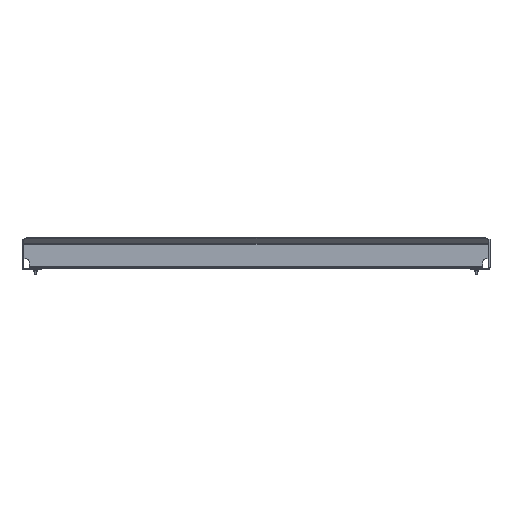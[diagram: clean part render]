
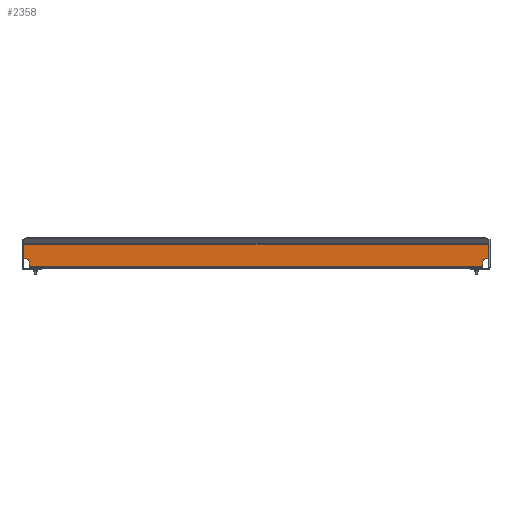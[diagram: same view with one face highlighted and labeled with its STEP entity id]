
A CAD part, front view. The second image highlights one B-rep face of the part: STEP entity #2358.
In plain terms, the highlighted face is planar.
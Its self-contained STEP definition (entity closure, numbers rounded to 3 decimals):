
#84 = CARTESIAN_POINT ( 'NONE',  ( 263., 0., 1.8 ) ) ;
#144 = CARTESIAN_POINT ( 'NONE',  ( -263., 0., 10.8 ) ) ;
#163 = CARTESIAN_POINT ( 'NONE',  ( -266.25, 0., 10.8 ) ) ;
#540 = CARTESIAN_POINT ( 'NONE',  ( 269., 0., 27.515 ) ) ;
#554 = LINE ( 'NONE', #1346, #1694 ) ;
#817 = CARTESIAN_POINT ( 'NONE',  ( 263., 0., 7.55 ) ) ;
#843 = CARTESIAN_POINT ( 'NONE',  ( -269., 0., 27.515 ) ) ;
#1062 = EDGE_LOOP ( 'NONE', ( #3632, #7091, #4013, #5774, #6873, #2349, #7887, #7661, #6330, #6460 ) ) ;
#1212 = VERTEX_POINT ( 'NONE', #3565 ) ;
#1287 = PLANE ( 'NONE',  #3160 ) ;
#1346 = CARTESIAN_POINT ( 'NONE',  ( -269., 0., 27.929 ) ) ;
#1479 = VECTOR ( 'NONE', #7284, 1000. ) ;
#1491 = CIRCLE ( 'NONE', #2088, 3.25 ) ;
#1504 = AXIS2_PLACEMENT_3D ( 'NONE', #7385, #4685, #2083 ) ;
#1637 = LINE ( 'NONE', #3225, #6772 ) ;
#1694 = VECTOR ( 'NONE', #5927, 1000. ) ;
#1782 = VECTOR ( 'NONE', #7455, 1000. ) ;
#1868 = DIRECTION ( 'NONE',  ( 0., 0., 1. ) ) ;
#1937 = EDGE_CURVE ( 'NONE', #5771, #5857, #1637, .T. ) ;
#1965 = DIRECTION ( 'NONE',  ( 0., 1., 0. ) ) ;
#2051 = VERTEX_POINT ( 'NONE', #817 ) ;
#2083 = DIRECTION ( 'NONE',  ( 0., 0., 1. ) ) ;
#2088 = AXIS2_PLACEMENT_3D ( 'NONE', #5092, #7072, #1868 ) ;
#2103 = EDGE_CURVE ( 'NONE', #5857, #2577, #4710, .T. ) ;
#2333 = EDGE_CURVE ( 'NONE', #5771, #2051, #4773, .T. ) ;
#2336 = LINE ( 'NONE', #4309, #7248 ) ;
#2349 = ORIENTED_EDGE ( 'NONE', *, *, #7395, .T. ) ;
#2358 = ADVANCED_FACE ( 'NONE', ( #3104 ), #1287, .T. ) ;
#2512 = VERTEX_POINT ( 'NONE', #843 ) ;
#2577 = VERTEX_POINT ( 'NONE', #2645 ) ;
#2645 = CARTESIAN_POINT ( 'NONE',  ( -263., 0., 7.55 ) ) ;
#2685 = CARTESIAN_POINT ( 'NONE',  ( -269., 0., 10.8 ) ) ;
#2709 = EDGE_CURVE ( 'NONE', #2577, #5626, #6719, .T. ) ;
#2837 = LINE ( 'NONE', #144, #6932 ) ;
#2916 = CARTESIAN_POINT ( 'NONE',  ( 266.25, 0., 10.8 ) ) ;
#2998 = CARTESIAN_POINT ( 'NONE',  ( -263., 0., -0.001 ) ) ;
#3026 = EDGE_CURVE ( 'NONE', #6545, #2051, #1491, .T. ) ;
#3090 = LINE ( 'NONE', #4099, #1479 ) ;
#3104 = FACE_OUTER_BOUND ( 'NONE', #1062, .T. ) ;
#3160 = AXIS2_PLACEMENT_3D ( 'NONE', #7073, #1965, #3926 ) ;
#3225 = CARTESIAN_POINT ( 'NONE',  ( 269., 0., 1.8 ) ) ;
#3398 = DIRECTION ( 'NONE',  ( -1., 0., 0. ) ) ;
#3426 = EDGE_CURVE ( 'NONE', #1212, #6545, #3090, .T. ) ;
#3565 = CARTESIAN_POINT ( 'NONE',  ( 269., 0., 10.8 ) ) ;
#3632 = ORIENTED_EDGE ( 'NONE', *, *, #2103, .T. ) ;
#3775 = EDGE_CURVE ( 'NONE', #8104, #2512, #7925, .T. ) ;
#3926 = DIRECTION ( 'NONE',  ( 0., 0., 1. ) ) ;
#4013 = ORIENTED_EDGE ( 'NONE', *, *, #5456, .T. ) ;
#4056 = CARTESIAN_POINT ( 'NONE',  ( 263., 0., -0.001 ) ) ;
#4099 = CARTESIAN_POINT ( 'NONE',  ( 263., 0., 10.8 ) ) ;
#4213 = VECTOR ( 'NONE', #3398, 1000. ) ;
#4309 = CARTESIAN_POINT ( 'NONE',  ( 269., 0., 27.929 ) ) ;
#4685 = DIRECTION ( 'NONE',  ( 0., -1., 0. ) ) ;
#4710 = LINE ( 'NONE', #2998, #1782 ) ;
#4773 = LINE ( 'NONE', #4056, #6217 ) ;
#5092 = CARTESIAN_POINT ( 'NONE',  ( 266.25, 0., 7.55 ) ) ;
#5456 = EDGE_CURVE ( 'NONE', #5626, #6363, #2837, .T. ) ;
#5626 = VERTEX_POINT ( 'NONE', #163 ) ;
#5664 = DIRECTION ( 'NONE',  ( 0., 0., -1. ) ) ;
#5771 = VERTEX_POINT ( 'NONE', #84 ) ;
#5774 = ORIENTED_EDGE ( 'NONE', *, *, #5790, .F. ) ;
#5790 = EDGE_CURVE ( 'NONE', #2512, #6363, #554, .T. ) ;
#5857 = VERTEX_POINT ( 'NONE', #7390 ) ;
#5909 = DIRECTION ( 'NONE',  ( -1., 0., 0. ) ) ;
#5927 = DIRECTION ( 'NONE',  ( 0., 0., -1. ) ) ;
#6217 = VECTOR ( 'NONE', #6508, 1000. ) ;
#6330 = ORIENTED_EDGE ( 'NONE', *, *, #2333, .F. ) ;
#6363 = VERTEX_POINT ( 'NONE', #2685 ) ;
#6460 = ORIENTED_EDGE ( 'NONE', *, *, #1937, .T. ) ;
#6508 = DIRECTION ( 'NONE',  ( 0., 0., 1. ) ) ;
#6545 = VERTEX_POINT ( 'NONE', #2916 ) ;
#6642 = DIRECTION ( 'NONE',  ( -1., 0., 0. ) ) ;
#6719 = CIRCLE ( 'NONE', #1504, 3.25 ) ;
#6772 = VECTOR ( 'NONE', #5909, 1000. ) ;
#6873 = ORIENTED_EDGE ( 'NONE', *, *, #3775, .F. ) ;
#6932 = VECTOR ( 'NONE', #6642, 1000. ) ;
#7072 = DIRECTION ( 'NONE',  ( 0., -1., 0. ) ) ;
#7073 = CARTESIAN_POINT ( 'NONE',  ( 269., 0., 27.929 ) ) ;
#7091 = ORIENTED_EDGE ( 'NONE', *, *, #2709, .T. ) ;
#7248 = VECTOR ( 'NONE', #5664, 1000. ) ;
#7284 = DIRECTION ( 'NONE',  ( -1., 0., 0. ) ) ;
#7385 = CARTESIAN_POINT ( 'NONE',  ( -266.25, 0., 7.55 ) ) ;
#7390 = CARTESIAN_POINT ( 'NONE',  ( -263., 0., 1.8 ) ) ;
#7395 = EDGE_CURVE ( 'NONE', #8104, #1212, #2336, .T. ) ;
#7438 = CARTESIAN_POINT ( 'NONE',  ( 269., 0., 27.515 ) ) ;
#7455 = DIRECTION ( 'NONE',  ( 0., 0., 1. ) ) ;
#7661 = ORIENTED_EDGE ( 'NONE', *, *, #3026, .T. ) ;
#7887 = ORIENTED_EDGE ( 'NONE', *, *, #3426, .T. ) ;
#7925 = LINE ( 'NONE', #7438, #4213 ) ;
#8104 = VERTEX_POINT ( 'NONE', #540 ) ;
